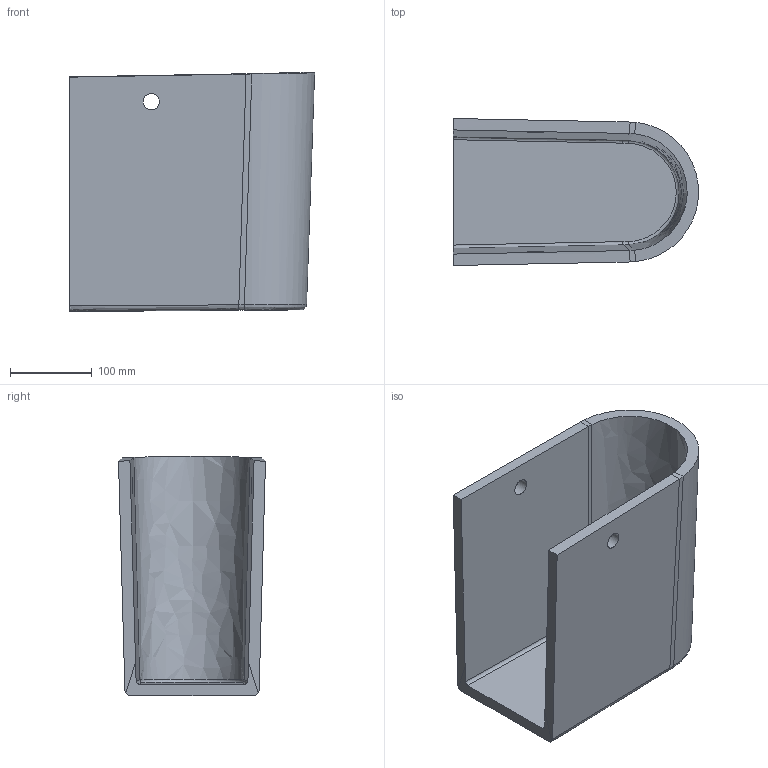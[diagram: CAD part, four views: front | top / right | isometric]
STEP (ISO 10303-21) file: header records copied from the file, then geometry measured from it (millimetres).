
FILE_DESCRIPTION((''),'2;1');
FILE_NAME('085825.stp','2011-05-18T19:11:02',('Administrator'),(''),'Autodesk Inventor 2011','Autodesk Inventor 2011','');
FILE_SCHEMA(('AUTOMOTIVE_DESIGN { 1 0 10303 214 1 1 1 1 }'));
Length unit declared in the file: millimetre
Products named in the file (1): 085825
Bounding box: 300.29 x 180 x 292.72 mm (x, y, z)
Volume: 3146387.3 mm3; surface area: 468704.8 mm2
Topology: 1 solids, 1 shells, 32 faces, 78 edges, 48 vertices
Faces by surface type: bspline 27, plane 3, cylinder 2
Full cylindrical faces by diameter (mm): 20 x2
Entity records: 3004 total; most frequent: CARTESIAN_POINT 2388, ORIENTED_EDGE 152, EDGE_CURVE 76, DIRECTION 52, VERTEX_POINT 48, B_SPLINE_CURVE_WITH_KNOTS 47, EDGE_LOOP 38, FACE_OUTER_BOUND 32
